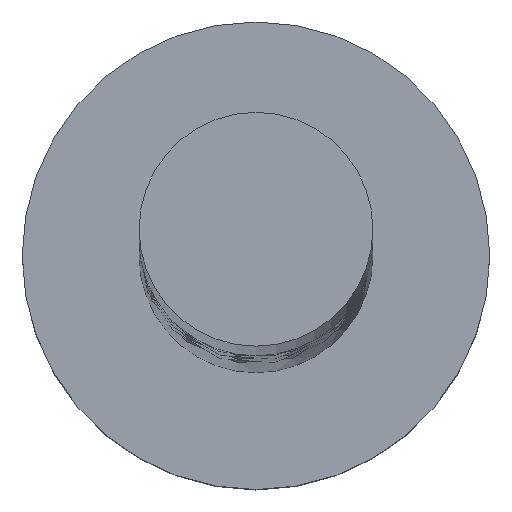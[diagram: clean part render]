
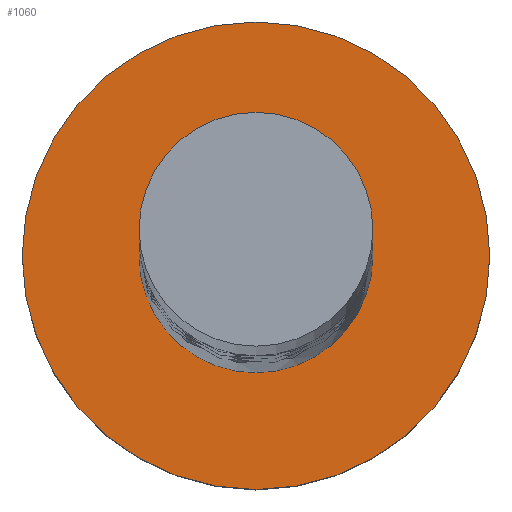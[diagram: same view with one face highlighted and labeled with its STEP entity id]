
A CAD part, top view. The second image highlights one B-rep face of the part: STEP entity #1060.
In plain terms, the highlighted planar face has unit normal (0, 0, 1).
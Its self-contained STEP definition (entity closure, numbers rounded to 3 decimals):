
#69 = AXIS2_PLACEMENT_3D ( 'NONE', #388, #375, #607 ) ;
#90 = CIRCLE ( 'NONE', #736, 1. ) ;
#109 = AXIS2_PLACEMENT_3D ( 'NONE', #1061, #529, #962 ) ;
#131 = CARTESIAN_POINT ( 'NONE',  ( 0., 0., 2. ) ) ;
#175 = CARTESIAN_POINT ( 'NONE',  ( 0., 0., 2. ) ) ;
#176 = VERTEX_POINT ( 'NONE', #287 ) ;
#184 = CARTESIAN_POINT ( 'NONE',  ( -2., 0., 2. ) ) ;
#197 = VERTEX_POINT ( 'NONE', #539 ) ;
#203 = AXIS2_PLACEMENT_3D ( 'NONE', #131, #849, #1310 ) ;
#218 = EDGE_LOOP ( 'NONE', ( #831, #1129 ) ) ;
#227 = EDGE_LOOP ( 'NONE', ( #492, #1118 ) ) ;
#252 = CIRCLE ( 'NONE', #109, 2. ) ;
#261 = DIRECTION ( 'NONE',  ( 1., 0., 0. ) ) ;
#287 = CARTESIAN_POINT ( 'NONE',  ( -1., 0., 2. ) ) ;
#319 = DIRECTION ( 'NONE',  ( 1., 0., 0. ) ) ;
#375 = DIRECTION ( 'NONE',  ( 0., 0., 1. ) ) ;
#382 = CARTESIAN_POINT ( 'NONE',  ( 0., 0., 2. ) ) ;
#388 = CARTESIAN_POINT ( 'NONE',  ( 0., 0., 2. ) ) ;
#398 = DIRECTION ( 'NONE',  ( 0., 0., 1. ) ) ;
#409 = DIRECTION ( 'NONE',  ( 0., 0., 1. ) ) ;
#492 = ORIENTED_EDGE ( 'NONE', *, *, #991, .F. ) ;
#517 = FACE_BOUND ( 'NONE', #227, .T. ) ;
#529 = DIRECTION ( 'NONE',  ( 0., 0., 1. ) ) ;
#539 = CARTESIAN_POINT ( 'NONE',  ( 2., 0., 2. ) ) ;
#575 = EDGE_CURVE ( 'NONE', #197, #1209, #252, .T. ) ;
#583 = VERTEX_POINT ( 'NONE', #1212 ) ;
#607 = DIRECTION ( 'NONE',  ( 1., 0., 0. ) ) ;
#630 = PLANE ( 'NONE',  #203 ) ;
#719 = FACE_OUTER_BOUND ( 'NONE', #218, .T. ) ;
#733 = AXIS2_PLACEMENT_3D ( 'NONE', #382, #398, #261 ) ;
#736 = AXIS2_PLACEMENT_3D ( 'NONE', #175, #409, #319 ) ;
#817 = CIRCLE ( 'NONE', #69, 2. ) ;
#831 = ORIENTED_EDGE ( 'NONE', *, *, #1126, .T. ) ;
#849 = DIRECTION ( 'NONE',  ( 0., 0., 1. ) ) ;
#962 = DIRECTION ( 'NONE',  ( 1., 0., 0. ) ) ;
#991 = EDGE_CURVE ( 'NONE', #176, #583, #1203, .T. ) ;
#1060 = ADVANCED_FACE ( 'NONE', ( #517, #719 ), #630, .T. ) ;
#1061 = CARTESIAN_POINT ( 'NONE',  ( 0., 0., 2. ) ) ;
#1118 = ORIENTED_EDGE ( 'NONE', *, *, #1280, .F. ) ;
#1126 = EDGE_CURVE ( 'NONE', #1209, #197, #817, .T. ) ;
#1129 = ORIENTED_EDGE ( 'NONE', *, *, #575, .T. ) ;
#1203 = CIRCLE ( 'NONE', #733, 1. ) ;
#1209 = VERTEX_POINT ( 'NONE', #184 ) ;
#1212 = CARTESIAN_POINT ( 'NONE',  ( 1., 0., 2. ) ) ;
#1280 = EDGE_CURVE ( 'NONE', #583, #176, #90, .T. ) ;
#1310 = DIRECTION ( 'NONE',  ( 1., 0., 0. ) ) ;
